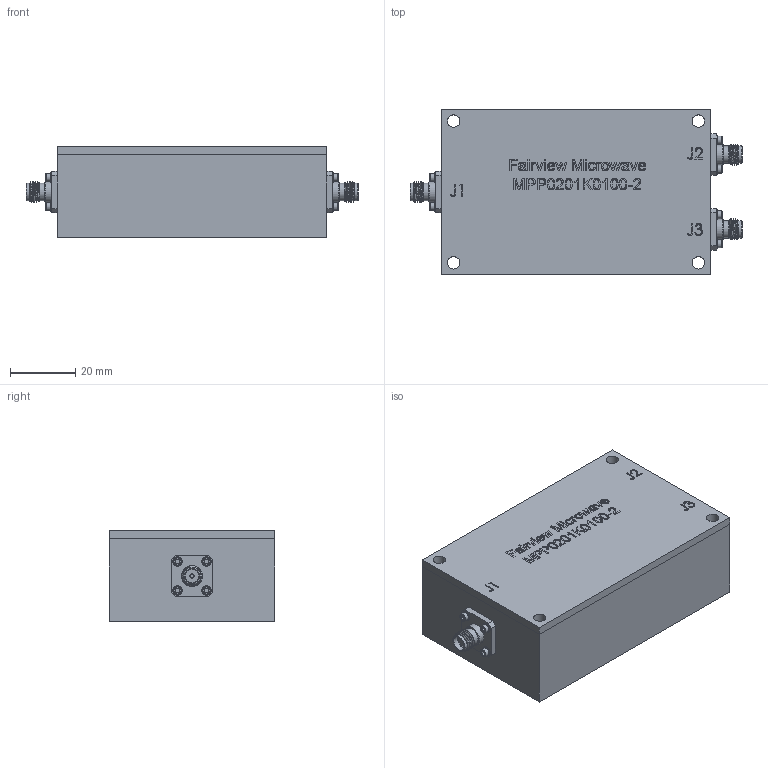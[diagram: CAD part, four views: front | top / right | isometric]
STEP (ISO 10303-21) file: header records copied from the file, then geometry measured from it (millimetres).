
FILE_DESCRIPTION (( 'STEP AP203' ), '1' );
FILE_NAME ('MPP0201K0100-2_3D.step', '2021-08-27T20:02:19', ( '' ), ( '' ), 'SwSTEP 2.0', 'SolidWorks 2021', '' );
FILE_SCHEMA (( 'CONFIG_CONTROL_DESIGN' ));
Length unit declared in the file: inch
Products named in the file (1): MPP0201K0100-2_3D
Bounding box: 101.7 x 50.8 x 27.94 mm (x, y, z)
Volume: 117286.6 mm3; surface area: 18681.5 mm2
Topology: 1 solids, 20 shells, 980 faces, 2324 edges, 1499 vertices
Faces by surface type: plane 484, bspline 247, cylinder 135, cone 114
Full cylindrical faces by diameter (mm): 1.016 x6, 1.27 x6, 1.524 x36, 1.854 x15, 2.438 x12, 2.54 x1, 2.946 x12, 2.96 x1, 3.81 x4, 4.521 x3, 5.08 x3, 5.334 x6, 6.35 x3
Entity records: 47895 total; most frequent: CARTESIAN_POINT 28711, ORIENTED_EDGE 4102, DIRECTION 3133, EDGE_CURVE 2051, VERTEX_POINT 1382, EDGE_LOOP 1219, VECTOR 1089, LINE 1089
